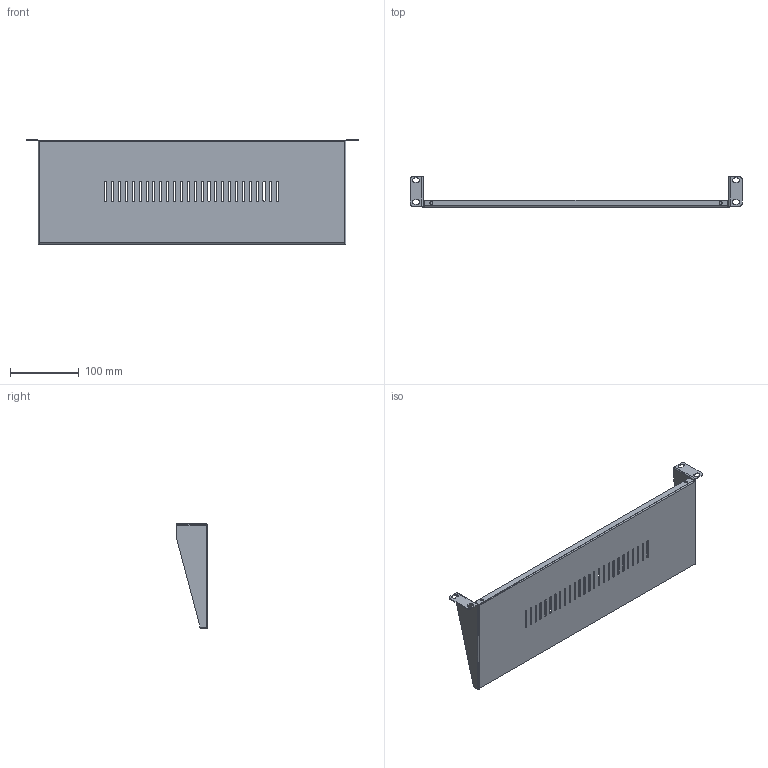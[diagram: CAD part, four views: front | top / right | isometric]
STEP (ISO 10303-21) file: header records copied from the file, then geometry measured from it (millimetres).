
FILE_DESCRIPTION (( 'STEP AP214' ), '1' );
FILE_NAME ('LC1UCSS150D_3D.step', '2025-07-08T21:40:19', ( '' ), ( '' ), 'SwSTEP 2.0', 'SolidWorks 2022', '' );
FILE_SCHEMA (( 'AUTOMOTIVE_DESIGN' ));
Length unit declared in the file: millimetre
Products named in the file (1): LC1UCSS150D_3D
Bounding box: 482.6 x 44 x 151.2 mm (x, y, z)
Volume: 98174.8 mm3; surface area: 167470.8 mm2
Topology: 1 solids, 1 shells, 196 faces, 542 edges, 348 vertices
Faces by surface type: plane 110, cylinder 86
Entity records: 6404 total; most frequent: DIRECTION 1112, CARTESIAN_POINT 1087, ORIENTED_EDGE 1084, EDGE_CURVE 542, AXIS2_PLACEMENT_3D 373, VECTOR 366, LINE 366, VERTEX_POINT 348
